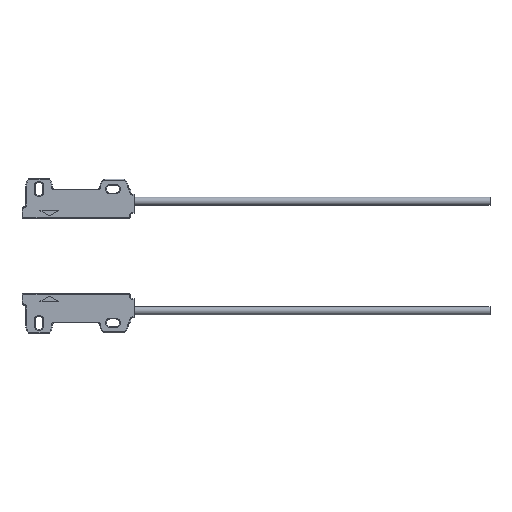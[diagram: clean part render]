
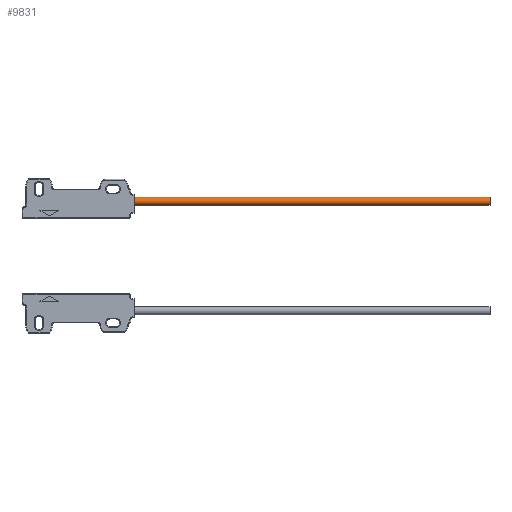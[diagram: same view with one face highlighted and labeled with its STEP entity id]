
A CAD part, top view. The second image highlights one B-rep face of the part: STEP entity #9831.
In plain terms, the highlighted cylindrical face has radius 1.1 mm (diameter 2.2 mm), a partial arc.
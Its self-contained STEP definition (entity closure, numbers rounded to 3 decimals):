
#9769=CARTESIAN_POINT('',(24.,4.5,-2.));
#9770=DIRECTION('',(1.,0.,0.));
#9771=DIRECTION('',(0.,1.,0.));
#9772=AXIS2_PLACEMENT_3D('',#9769,#9770,#9771);
#9779=DIRECTION('',(1.,0.,0.));
#9780=VECTOR('',#9779,100.);
#9781=CARTESIAN_POINT('',(24.,5.6,-2.));
#9782=LINE('',#9781,#9780);
#9783=DIRECTION('',(1.,0.,0.));
#9784=VECTOR('',#9783,100.);
#9785=CARTESIAN_POINT('',(24.,3.4,-2.));
#9786=LINE('',#9785,#9784);
#9787=CARTESIAN_POINT('',(124.,4.5,-2.));
#9788=DIRECTION('',(1.,0.,0.));
#9789=DIRECTION('',(0.,1.,0.));
#9790=AXIS2_PLACEMENT_3D('',#9787,#9788,#9789);
#9797=CARTESIAN_POINT('',(24.,5.6,-2.));
#9798=CARTESIAN_POINT('',(24.,3.4,-2.));
#9799=VERTEX_POINT('',#9797);
#9800=VERTEX_POINT('',#9798);
#9801=CARTESIAN_POINT('',(124.,5.6,-2.));
#9802=CARTESIAN_POINT('',(124.,3.4,-2.));
#9803=VERTEX_POINT('',#9801);
#9804=VERTEX_POINT('',#9802);
#9817=CARTESIAN_POINT('',(24.,4.5,-2.));
#9818=DIRECTION('',(1.,0.,0.));
#9819=DIRECTION('',(0.,1.,0.));
#9820=AXIS2_PLACEMENT_3D('',#9817,#9818,#9819);
#9821=CYLINDRICAL_SURFACE('',#9820,1.1);
#9822=ORIENTED_EDGE('',*,*,#9810,.F.);
#9824=ORIENTED_EDGE('',*,*,#9823,.T.);
#9826=ORIENTED_EDGE('',*,*,#9825,.T.);
#9828=ORIENTED_EDGE('',*,*,#9827,.F.);
#9829=EDGE_LOOP('',(#9822,#9824,#9826,#9828));
#9830=FACE_OUTER_BOUND('',#9829,.F.);
#9831=ADVANCED_FACE('',(#9830),#9821,.T.);
#9773=CIRCLE('',#9772,1.1);
#9791=CIRCLE('',#9790,1.1);
#9810=EDGE_CURVE('',#9799,#9800,#9773,.T.);
#9823=EDGE_CURVE('',#9799,#9803,#9782,.T.);
#9825=EDGE_CURVE('',#9803,#9804,#9791,.T.);
#9827=EDGE_CURVE('',#9800,#9804,#9786,.T.);
